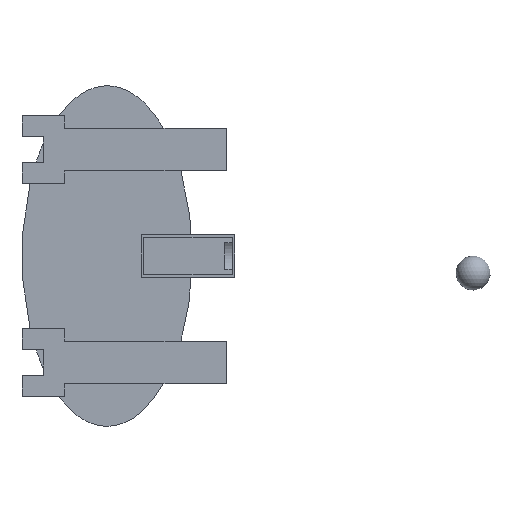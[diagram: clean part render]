
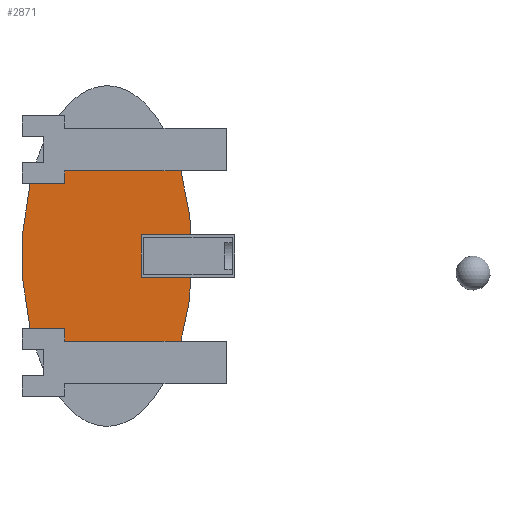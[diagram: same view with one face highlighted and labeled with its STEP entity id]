
A CAD part, front view. The second image highlights one B-rep face of the part: STEP entity #2871.
In plain terms, the highlighted planar face has unit normal (0, -1, 0).
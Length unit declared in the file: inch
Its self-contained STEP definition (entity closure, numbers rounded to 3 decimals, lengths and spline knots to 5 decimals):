
#211=ELLIPSE('',#3059,2.,1.);
#221=ELLIPSE('',#3072,2.,1.);
#292=FACE_OUTER_BOUND('',#464,.T.);
#464=EDGE_LOOP('',(#2147,#2148,#2149,#2150,#2151,#2152,#2153,#2154));
#638=LINE('',#6966,#927);
#645=LINE('',#6978,#934);
#668=LINE('',#7027,#957);
#669=LINE('',#7028,#958);
#670=LINE('',#7030,#959);
#671=LINE('',#7031,#960);
#927=VECTOR('',#3402,0.3937);
#934=VECTOR('',#3411,0.3937);
#957=VECTOR('',#3458,0.3937);
#958=VECTOR('',#3459,0.3937);
#959=VECTOR('',#3460,0.3937);
#960=VECTOR('',#3461,0.3937);
#1178=VERTEX_POINT('',#3925);
#1230=VERTEX_POINT('',#6800);
#1231=VERTEX_POINT('',#6802);
#1239=VERTEX_POINT('',#6861);
#1260=VERTEX_POINT('',#6964);
#1261=VERTEX_POINT('',#6965);
#1279=VERTEX_POINT('',#7026);
#1280=VERTEX_POINT('',#7029);
#1530=EDGE_CURVE('',#1230,#1231,#211,.T.);
#1543=EDGE_CURVE('',#1239,#1178,#221,.T.);
#1576=EDGE_CURVE('',#1260,#1261,#638,.T.);
#1583=EDGE_CURVE('',#1230,#1260,#645,.T.);
#1608=EDGE_CURVE('',#1279,#1231,#668,.T.);
#1609=EDGE_CURVE('',#1261,#1178,#669,.T.);
#1610=EDGE_CURVE('',#1280,#1239,#670,.T.);
#1611=EDGE_CURVE('',#1280,#1279,#671,.T.);
#2147=ORIENTED_EDGE('',*,*,#1608,.T.);
#2148=ORIENTED_EDGE('',*,*,#1530,.F.);
#2149=ORIENTED_EDGE('',*,*,#1583,.T.);
#2150=ORIENTED_EDGE('',*,*,#1576,.T.);
#2151=ORIENTED_EDGE('',*,*,#1609,.T.);
#2152=ORIENTED_EDGE('',*,*,#1543,.F.);
#2153=ORIENTED_EDGE('',*,*,#1610,.F.);
#2154=ORIENTED_EDGE('',*,*,#1611,.T.);
#2720=PLANE('',#3097);
#2871=ADVANCED_FACE('',(#292),#2720,.F.);
#3059=AXIS2_PLACEMENT_3D('',#6803,#3318,#3319);
#3072=AXIS2_PLACEMENT_3D('',#6899,#3344,#3345);
#3097=AXIS2_PLACEMENT_3D('',#7025,#3456,#3457);
#3318=DIRECTION('center_axis',(0.,1.,0.));
#3319=DIRECTION('ref_axis',(0.,0.,1.));
#3344=DIRECTION('center_axis',(0.,1.,0.));
#3345=DIRECTION('ref_axis',(0.,0.,1.));
#3402=DIRECTION('',(0.,0.,-1.));
#3411=DIRECTION('',(1.,0.,0.));
#3456=DIRECTION('center_axis',(0.,1.,0.));
#3457=DIRECTION('ref_axis',(-1.,0.,0.));
#3458=DIRECTION('',(-1.,0.,0.));
#3459=DIRECTION('',(1.,0.,0.));
#3460=DIRECTION('',(1.,0.,0.));
#3461=DIRECTION('',(0.,0.,-1.));
#3925=CARTESIAN_POINT('',(-2.63397,0.5,0.));
#6800=CARTESIAN_POINT('',(-4.40519,0.5,0.15));
#6802=CARTESIAN_POINT('',(-4.40519,0.5,1.85));
#6803=CARTESIAN_POINT('Origin',(-3.5,0.5,1.));
#6861=CARTESIAN_POINT('',(-2.63397,0.5,2.));
#6899=CARTESIAN_POINT('Origin',(-3.5,0.5,1.));
#6964=CARTESIAN_POINT('',(-4.,0.5,0.15));
#6965=CARTESIAN_POINT('',(-4.,0.5,0.));
#6966=CARTESIAN_POINT('',(-4.,0.5,0.5));
#6978=CARTESIAN_POINT('',(-3.75,0.5,0.15));
#7025=CARTESIAN_POINT('Origin',(-3.5,0.5,1.));
#7026=CARTESIAN_POINT('',(-4.,0.5,1.85));
#7027=CARTESIAN_POINT('',(-4.,0.5,1.85));
#7028=CARTESIAN_POINT('',(0.,0.5,0.));
#7029=CARTESIAN_POINT('',(-4.,0.5,2.));
#7030=CARTESIAN_POINT('',(0.,0.5,2.));
#7031=CARTESIAN_POINT('',(-4.,0.5,1.425));
